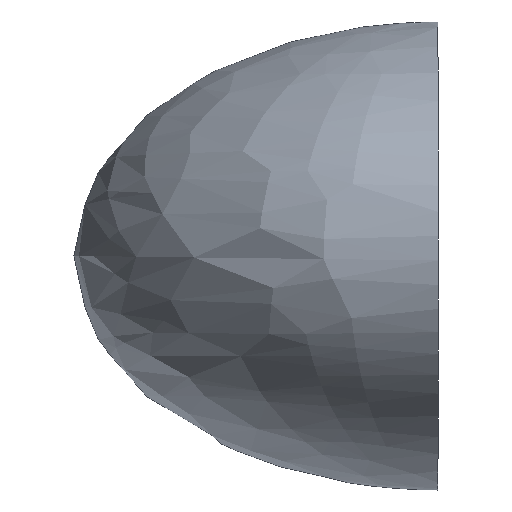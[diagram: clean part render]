
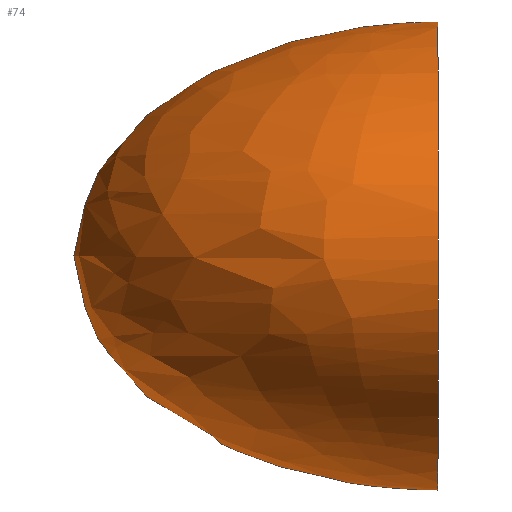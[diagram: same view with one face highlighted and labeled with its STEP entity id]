
A CAD part, left-side view. The second image highlights one B-rep face of the part: STEP entity #74.
In plain terms, the highlighted free-form (B-spline) face has degree [3, 3] with [4, 4] control points.
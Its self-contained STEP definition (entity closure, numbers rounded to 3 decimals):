
#6 =( BOUNDED_CURVE ( )  B_SPLINE_CURVE ( 3, ( #132, #13, #75, #111 ),
 .UNSPECIFIED., .F., .T. ) 
 B_SPLINE_CURVE_WITH_KNOTS ( ( 4, 4 ),
 ( 4.712, 7.854 ),
 .UNSPECIFIED. ) 
 CURVE ( )  GEOMETRIC_REPRESENTATION_ITEM ( )  RATIONAL_B_SPLINE_CURVE ( ( 1., 0.333, 0.333, 1. ) ) 
 REPRESENTATION_ITEM ( '' )  );
#13 = CARTESIAN_POINT ( 'NONE',  ( -14., 0., 4.5 ) ) ;
#14 = CARTESIAN_POINT ( 'NONE',  ( 14., 0., -4.5 ) ) ;
#26 = CARTESIAN_POINT ( 'NONE',  ( 0., 0., -4.5 ) ) ;
#27 = EDGE_CURVE ( 'NONE', #105, #115, #6, .T. ) ;
#29 = CARTESIAN_POINT ( 'NONE',  ( 14., 0., -4.5 ) ) ;
#33 =( BOUNDED_SURFACE ( )  B_SPLINE_SURFACE ( 3, 3, ( 
 ( #98, #85, #84, #44 ),
 ( #108, #101, #139, #153 ),
 ( #122, #143, #135, #29 ),
 ( #136, #57, #26, #60 ) ),
 .UNSPECIFIED., .F., .F., .F. ) 
 B_SPLINE_SURFACE_WITH_KNOTS ( ( 4, 4 ),
 ( 4, 4 ),
 ( 0., 1. ),
 ( 0., 1. ),
 .UNSPECIFIED. ) 
 GEOMETRIC_REPRESENTATION_ITEM ( )  RATIONAL_B_SPLINE_SURFACE ( (
 ( 1., 0.333, 0.333, 1.),
 ( 0.333, 0.111, 0.111, 0.333),
 ( 0.333, 0.111, 0.111, 0.333),
 ( 1., 0.333, 0.333, 1.) ) ) 
 REPRESENTATION_ITEM ( '' )  SURFACE ( )  );
#39 = ORIENTED_EDGE ( 'NONE', *, *, #27, .F. ) ;
#44 = CARTESIAN_POINT ( 'NONE',  ( 0., 0., 4.5 ) ) ;
#53 = ORIENTED_EDGE ( 'NONE', *, *, #80, .T. ) ;
#57 = CARTESIAN_POINT ( 'NONE',  ( 0., 0., -4.5 ) ) ;
#60 = CARTESIAN_POINT ( 'NONE',  ( 0., 0., -4.5 ) ) ;
#69 = CARTESIAN_POINT ( 'NONE',  ( 14., 0., 4.5 ) ) ;
#70 = CARTESIAN_POINT ( 'NONE',  ( 0., 0., -4.5 ) ) ;
#73 = CARTESIAN_POINT ( 'NONE',  ( 0., 0., -4.5 ) ) ;
#74 = ADVANCED_FACE ( 'NONE', ( #137 ), #33, .F. ) ;
#75 = CARTESIAN_POINT ( 'NONE',  ( -14., 0., -4.5 ) ) ;
#80 = EDGE_CURVE ( 'NONE', #105, #115, #152, .T. ) ;
#82 = CARTESIAN_POINT ( 'NONE',  ( 0., 0., 4.5 ) ) ;
#84 = CARTESIAN_POINT ( 'NONE',  ( 0., 0., 4.5 ) ) ;
#85 = CARTESIAN_POINT ( 'NONE',  ( 0., 0., 4.5 ) ) ;
#96 = EDGE_LOOP ( 'NONE', ( #53, #39 ) ) ;
#98 = CARTESIAN_POINT ( 'NONE',  ( 0., 0., 4.5 ) ) ;
#101 = CARTESIAN_POINT ( 'NONE',  ( -14., 28., 4.5 ) ) ;
#105 = VERTEX_POINT ( 'NONE', #140 ) ;
#108 = CARTESIAN_POINT ( 'NONE',  ( -14., 0., 4.5 ) ) ;
#111 = CARTESIAN_POINT ( 'NONE',  ( 0., 0., -4.5 ) ) ;
#115 = VERTEX_POINT ( 'NONE', #73 ) ;
#122 = CARTESIAN_POINT ( 'NONE',  ( -14., 0., -4.5 ) ) ;
#132 = CARTESIAN_POINT ( 'NONE',  ( 0., 0., 4.5 ) ) ;
#135 = CARTESIAN_POINT ( 'NONE',  ( 14., 28., -4.5 ) ) ;
#136 = CARTESIAN_POINT ( 'NONE',  ( 0., 0., -4.5 ) ) ;
#137 = FACE_OUTER_BOUND ( 'NONE', #96, .T. ) ;
#139 = CARTESIAN_POINT ( 'NONE',  ( 14., 28., 4.5 ) ) ;
#140 = CARTESIAN_POINT ( 'NONE',  ( 0., 0., 4.5 ) ) ;
#143 = CARTESIAN_POINT ( 'NONE',  ( -14., 28., -4.5 ) ) ;
#152 =( BOUNDED_CURVE ( )  B_SPLINE_CURVE ( 3, ( #82, #69, #14, #70 ),
 .UNSPECIFIED., .F., .T. ) 
 B_SPLINE_CURVE_WITH_KNOTS ( ( 4, 4 ),
 ( 4.712, 7.854 ),
 .UNSPECIFIED. ) 
 CURVE ( )  GEOMETRIC_REPRESENTATION_ITEM ( )  RATIONAL_B_SPLINE_CURVE ( ( 1., 0.333, 0.333, 1. ) ) 
 REPRESENTATION_ITEM ( '' )  );
#153 = CARTESIAN_POINT ( 'NONE',  ( 14., 0., 4.5 ) ) ;
